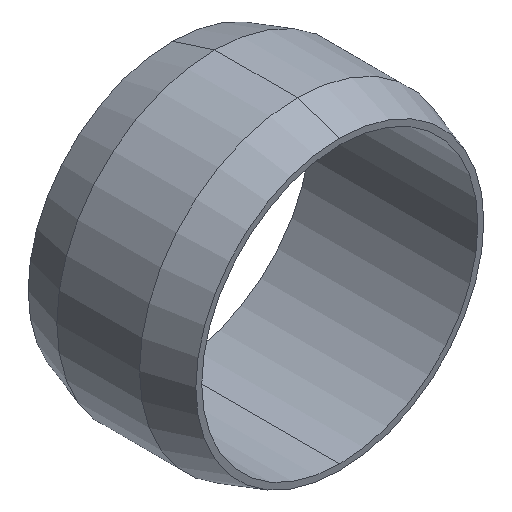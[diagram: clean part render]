
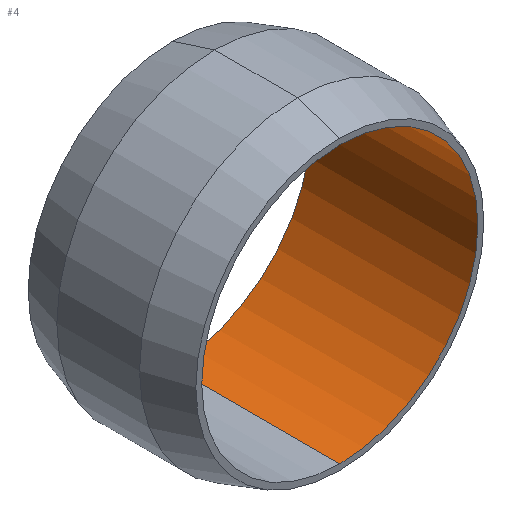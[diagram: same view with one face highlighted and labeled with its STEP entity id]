
A CAD part, isometric view. The second image highlights one B-rep face of the part: STEP entity #4.
In plain terms, the highlighted cylindrical face has radius 7 mm (diameter 14 mm), a partial arc.
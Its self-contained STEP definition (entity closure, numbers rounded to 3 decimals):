
#4 = ADVANCED_FACE ( 'NONE', ( #263 ), #267, .F. ) ;
#20 = AXIS2_PLACEMENT_3D ( 'NONE', #186, #184, #68 ) ;
#29 = EDGE_CURVE ( 'NONE', #210, #206, #286, .T. ) ;
#31 = EDGE_CURVE ( 'NONE', #235, #211, #284, .T. ) ;
#43 = EDGE_CURVE ( 'NONE', #235, #210, #301, .T. ) ;
#55 = AXIS2_PLACEMENT_3D ( 'NONE', #89, #90, #91 ) ;
#57 = EDGE_CURVE ( 'NONE', #206, #211, #303, .T. ) ;
#65 = AXIS2_PLACEMENT_3D ( 'NONE', #106, #107, #108 ) ;
#68 = DIRECTION ( 'NONE',  ( 0., 0., 1. ) ) ;
#75 = CARTESIAN_POINT ( 'NONE',  ( 0., 8.5, -7. ) ) ;
#89 = CARTESIAN_POINT ( 'NONE',  ( 0., 0., 0. ) ) ;
#90 = DIRECTION ( 'NONE',  ( 0., -1., 0. ) ) ;
#91 = DIRECTION ( 'NONE',  ( 0., 0., 1. ) ) ;
#106 = CARTESIAN_POINT ( 'NONE',  ( 0., 8.5, 0. ) ) ;
#107 = DIRECTION ( 'NONE',  ( 0., 1., 0. ) ) ;
#108 = DIRECTION ( 'NONE',  ( 0., 0., 1. ) ) ;
#115 = CARTESIAN_POINT ( 'NONE',  ( 0., 0., -7. ) ) ;
#122 = CARTESIAN_POINT ( 'NONE',  ( 0., 8.5, 7. ) ) ;
#131 = CARTESIAN_POINT ( 'NONE',  ( 0., 0., 7. ) ) ;
#144 = DIRECTION ( 'NONE',  ( 0., 1., 0. ) ) ;
#165 = CARTESIAN_POINT ( 'NONE',  ( 0., 0., 7. ) ) ;
#173 = CARTESIAN_POINT ( 'NONE',  ( 0., 0., -7. ) ) ;
#179 = DIRECTION ( 'NONE',  ( 0., 1., 0. ) ) ;
#184 = DIRECTION ( 'NONE',  ( 0., 1., 0. ) ) ;
#186 = CARTESIAN_POINT ( 'NONE',  ( 0., 0., 0. ) ) ;
#202 = ORIENTED_EDGE ( 'NONE', *, *, #31, .F. ) ;
#206 = VERTEX_POINT ( 'NONE', #122 ) ;
#210 = VERTEX_POINT ( 'NONE', #131 ) ;
#211 = VERTEX_POINT ( 'NONE', #75 ) ;
#219 = ORIENTED_EDGE ( 'NONE', *, *, #29, .T. ) ;
#235 = VERTEX_POINT ( 'NONE', #115 ) ;
#244 = ORIENTED_EDGE ( 'NONE', *, *, #57, .T. ) ;
#256 = EDGE_LOOP ( 'NONE', ( #202, #314, #219, #244 ) ) ;
#263 = FACE_OUTER_BOUND ( 'NONE', #256, .T. ) ;
#267 = CYLINDRICAL_SURFACE ( 'NONE', #20, 7. ) ;
#283 = VECTOR ( 'NONE', #179, 1000. ) ;
#284 = LINE ( 'NONE', #173, #289 ) ;
#286 = LINE ( 'NONE', #165, #283 ) ;
#289 = VECTOR ( 'NONE', #144, 1000. ) ;
#301 = CIRCLE ( 'NONE', #55, 7. ) ;
#303 = CIRCLE ( 'NONE', #65, 7. ) ;
#314 = ORIENTED_EDGE ( 'NONE', *, *, #43, .T. ) ;
